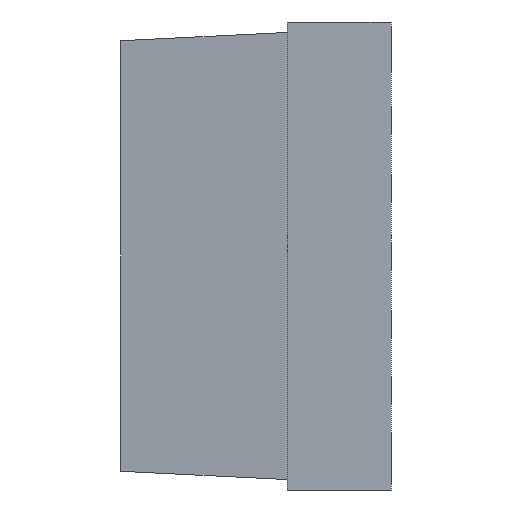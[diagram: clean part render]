
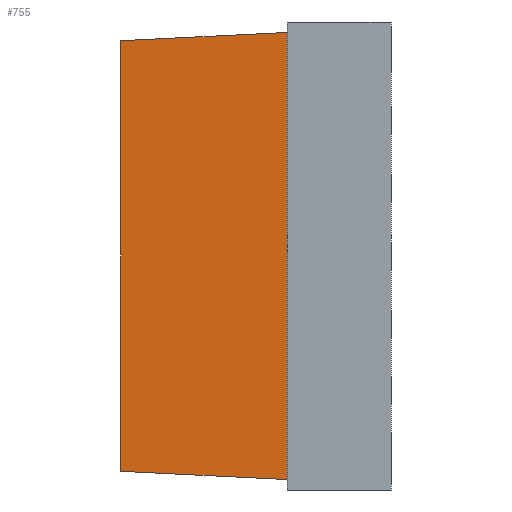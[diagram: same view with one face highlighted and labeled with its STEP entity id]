
A CAD part, left-side view. The second image highlights one B-rep face of the part: STEP entity #755.
In plain terms, the highlighted planar face has unit normal (-0.999, 0.05, 0).
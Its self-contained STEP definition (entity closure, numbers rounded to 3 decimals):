
#276 = AXIS2_PLACEMENT_3D ( 'NONE', #950, #2026, #5720 ) ;
#754 = FACE_OUTER_BOUND ( 'NONE', #874, .T. ) ;
#755 = ADVANCED_FACE ( 'NONE', ( #754 ), #6155, .F. ) ;
#847 = CARTESIAN_POINT ( 'NONE',  ( -2.25, 1., -2.15 ) ) ;
#874 = EDGE_LOOP ( 'NONE', ( #3165, #3821, #1346, #2717 ) ) ;
#950 = CARTESIAN_POINT ( 'NONE',  ( -2.294, 0.115, 0. ) ) ;
#1026 = CARTESIAN_POINT ( 'NONE',  ( -2.17, 2.6, -2.07 ) ) ;
#1043 = EDGE_CURVE ( 'NONE', #4090, #2748, #5050, .T. ) ;
#1109 = EDGE_CURVE ( 'NONE', #1753, #4561, #2663, .T. ) ;
#1346 = ORIENTED_EDGE ( 'NONE', *, *, #3833, .F. ) ;
#1753 = VERTEX_POINT ( 'NONE', #3247 ) ;
#1979 = DIRECTION ( 'NONE',  ( 0., 0., 1. ) ) ;
#2026 = DIRECTION ( 'NONE',  ( 0.999, -0.05, 0. ) ) ;
#2369 = VECTOR ( 'NONE', #3529, 1000. ) ;
#2663 = LINE ( 'NONE', #1026, #2992 ) ;
#2717 = ORIENTED_EDGE ( 'NONE', *, *, #1043, .T. ) ;
#2748 = VERTEX_POINT ( 'NONE', #3414 ) ;
#2992 = VECTOR ( 'NONE', #1979, 1000. ) ;
#3033 = CARTESIAN_POINT ( 'NONE',  ( -2.25, 1., 2.15 ) ) ;
#3165 = ORIENTED_EDGE ( 'NONE', *, *, #4159, .T. ) ;
#3247 = CARTESIAN_POINT ( 'NONE',  ( -2.17, 2.6, -2.07 ) ) ;
#3362 = LINE ( 'NONE', #3033, #2369 ) ;
#3414 = CARTESIAN_POINT ( 'NONE',  ( -2.25, 1., 2.15 ) ) ;
#3458 = DIRECTION ( 'NONE',  ( 0., 0., 1. ) ) ;
#3529 = DIRECTION ( 'NONE',  ( 0.05, 0.998, -0.05 ) ) ;
#3821 = ORIENTED_EDGE ( 'NONE', *, *, #1109, .F. ) ;
#3833 = EDGE_CURVE ( 'NONE', #4090, #1753, #5102, .T. ) ;
#4090 = VERTEX_POINT ( 'NONE', #5643 ) ;
#4159 = EDGE_CURVE ( 'NONE', #2748, #4561, #3362, .T. ) ;
#4561 = VERTEX_POINT ( 'NONE', #5660 ) ;
#4844 = CARTESIAN_POINT ( 'NONE',  ( -2.25, 1., -2.15 ) ) ;
#4853 = VECTOR ( 'NONE', #5905, 1000. ) ;
#5050 = LINE ( 'NONE', #847, #5801 ) ;
#5102 = LINE ( 'NONE', #4844, #4853 ) ;
#5643 = CARTESIAN_POINT ( 'NONE',  ( -2.25, 1., -2.15 ) ) ;
#5660 = CARTESIAN_POINT ( 'NONE',  ( -2.17, 2.6, 2.07 ) ) ;
#5720 = DIRECTION ( 'NONE',  ( 0.05, 0.999, 0. ) ) ;
#5801 = VECTOR ( 'NONE', #3458, 1000. ) ;
#5905 = DIRECTION ( 'NONE',  ( 0.05, 0.998, 0.05 ) ) ;
#6155 = PLANE ( 'NONE',  #276 ) ;
